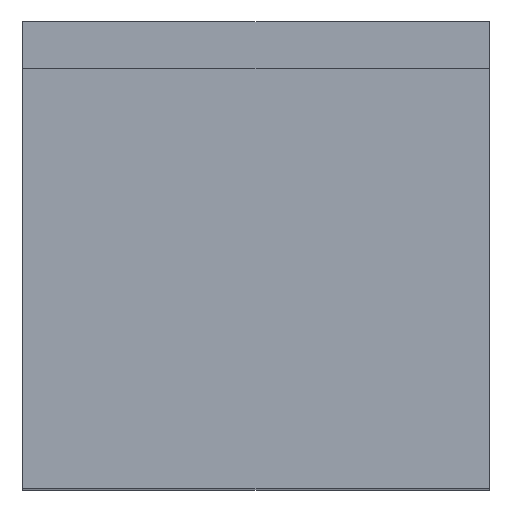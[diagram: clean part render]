
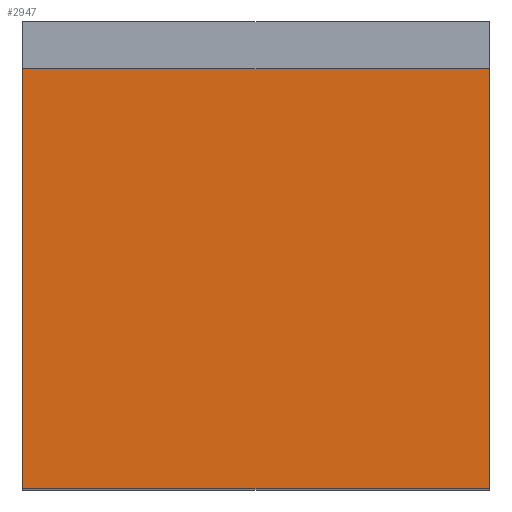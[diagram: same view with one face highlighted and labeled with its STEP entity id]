
A CAD part, top view. The second image highlights one B-rep face of the part: STEP entity #2947.
In plain terms, the highlighted planar face has unit normal (0, 0, 1).
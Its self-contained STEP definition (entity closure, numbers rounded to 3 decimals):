
#2432 = VERTEX_POINT('',#2433);
#2433 = CARTESIAN_POINT('',(-150.,-500.,1000.));
#2440 = PLANE('',#2441);
#2441 = AXIS2_PLACEMENT_3D('',#2442,#2443,#2444);
#2442 = CARTESIAN_POINT('',(-150.,-500.,0.));
#2443 = DIRECTION('',(0.,1.,0.));
#2444 = DIRECTION('',(1.,0.,0.));
#2452 = PLANE('',#2453);
#2453 = AXIS2_PLACEMENT_3D('',#2454,#2455,#2456);
#2454 = CARTESIAN_POINT('',(-150.,400.,0.));
#2455 = DIRECTION('',(1.,0.,0.));
#2456 = DIRECTION('',(0.,-1.,0.));
#2464 = EDGE_CURVE('',#2432,#2465,#2467,.T.);
#2465 = VERTEX_POINT('',#2466);
#2466 = CARTESIAN_POINT('',(850.,-500.,1000.));
#2467 = SURFACE_CURVE('',#2468,(#2472,#2479),.PCURVE_S1.);
#2468 = LINE('',#2469,#2470);
#2469 = CARTESIAN_POINT('',(-150.,-500.,1000.));
#2470 = VECTOR('',#2471,1.);
#2471 = DIRECTION('',(1.,0.,0.));
#2472 = PCURVE('',#2440,#2473);
#2473 = DEFINITIONAL_REPRESENTATION('',(#2474),#2478);
#2474 = LINE('',#2475,#2476);
#2475 = CARTESIAN_POINT('',(0.,-1000.));
#2476 = VECTOR('',#2477,1.);
#2477 = DIRECTION('',(1.,0.));
#2478 = ( GEOMETRIC_REPRESENTATION_CONTEXT(2) 
PARAMETRIC_REPRESENTATION_CONTEXT() REPRESENTATION_CONTEXT('2D SPACE',''
  ) );
#2479 = PCURVE('',#2480,#2485);
#2480 = PLANE('',#2481);
#2481 = AXIS2_PLACEMENT_3D('',#2482,#2483,#2484);
#2482 = CARTESIAN_POINT('',(350.,-50.,1000.));
#2483 = DIRECTION('',(0.,0.,1.));
#2484 = DIRECTION('',(1.,0.,0.));
#2485 = DEFINITIONAL_REPRESENTATION('',(#2486),#2490);
#2486 = LINE('',#2487,#2488);
#2487 = CARTESIAN_POINT('',(-500.,-450.));
#2488 = VECTOR('',#2489,1.);
#2489 = DIRECTION('',(1.,0.));
#2490 = ( GEOMETRIC_REPRESENTATION_CONTEXT(2) 
PARAMETRIC_REPRESENTATION_CONTEXT() REPRESENTATION_CONTEXT('2D SPACE',''
  ) );
#2508 = PLANE('',#2509);
#2509 = AXIS2_PLACEMENT_3D('',#2510,#2511,#2512);
#2510 = CARTESIAN_POINT('',(850.,-500.,0.));
#2511 = DIRECTION('',(-1.,0.,0.));
#2512 = DIRECTION('',(0.,1.,0.));
#2552 = VERTEX_POINT('',#2553);
#2553 = CARTESIAN_POINT('',(-150.,400.,1000.));
#2567 = PLANE('',#2568);
#2568 = AXIS2_PLACEMENT_3D('',#2569,#2570,#2571);
#2569 = CARTESIAN_POINT('',(-150.,400.,0.));
#2570 = DIRECTION('',(0.,1.,0.));
#2571 = DIRECTION('',(1.,0.,0.));
#2579 = EDGE_CURVE('',#2552,#2432,#2580,.T.);
#2580 = SURFACE_CURVE('',#2581,(#2585,#2592),.PCURVE_S1.);
#2581 = LINE('',#2582,#2583);
#2582 = CARTESIAN_POINT('',(-150.,400.,1000.));
#2583 = VECTOR('',#2584,1.);
#2584 = DIRECTION('',(0.,-1.,0.));
#2585 = PCURVE('',#2452,#2586);
#2586 = DEFINITIONAL_REPRESENTATION('',(#2587),#2591);
#2587 = LINE('',#2588,#2589);
#2588 = CARTESIAN_POINT('',(0.,-1000.));
#2589 = VECTOR('',#2590,1.);
#2590 = DIRECTION('',(1.,0.));
#2591 = ( GEOMETRIC_REPRESENTATION_CONTEXT(2) 
PARAMETRIC_REPRESENTATION_CONTEXT() REPRESENTATION_CONTEXT('2D SPACE',''
  ) );
#2592 = PCURVE('',#2480,#2593);
#2593 = DEFINITIONAL_REPRESENTATION('',(#2594),#2598);
#2594 = LINE('',#2595,#2596);
#2595 = CARTESIAN_POINT('',(-500.,450.));
#2596 = VECTOR('',#2597,1.);
#2597 = DIRECTION('',(0.,-1.));
#2598 = ( GEOMETRIC_REPRESENTATION_CONTEXT(2) 
PARAMETRIC_REPRESENTATION_CONTEXT() REPRESENTATION_CONTEXT('2D SPACE',''
  ) );
#2626 = EDGE_CURVE('',#2465,#2627,#2629,.T.);
#2627 = VERTEX_POINT('',#2628);
#2628 = CARTESIAN_POINT('',(850.,400.,1000.));
#2629 = SURFACE_CURVE('',#2630,(#2634,#2641),.PCURVE_S1.);
#2630 = LINE('',#2631,#2632);
#2631 = CARTESIAN_POINT('',(850.,-500.,1000.));
#2632 = VECTOR('',#2633,1.);
#2633 = DIRECTION('',(0.,1.,0.));
#2634 = PCURVE('',#2508,#2635);
#2635 = DEFINITIONAL_REPRESENTATION('',(#2636),#2640);
#2636 = LINE('',#2637,#2638);
#2637 = CARTESIAN_POINT('',(0.,-1000.));
#2638 = VECTOR('',#2639,1.);
#2639 = DIRECTION('',(1.,0.));
#2640 = ( GEOMETRIC_REPRESENTATION_CONTEXT(2) 
PARAMETRIC_REPRESENTATION_CONTEXT() REPRESENTATION_CONTEXT('2D SPACE',''
  ) );
#2641 = PCURVE('',#2480,#2642);
#2642 = DEFINITIONAL_REPRESENTATION('',(#2643),#2647);
#2643 = LINE('',#2644,#2645);
#2644 = CARTESIAN_POINT('',(500.,-450.));
#2645 = VECTOR('',#2646,1.);
#2646 = DIRECTION('',(0.,1.));
#2647 = ( GEOMETRIC_REPRESENTATION_CONTEXT(2) 
PARAMETRIC_REPRESENTATION_CONTEXT() REPRESENTATION_CONTEXT('2D SPACE',''
  ) );
#2947 = ADVANCED_FACE('',(#2948),#2480,.T.);
#2948 = FACE_BOUND('',#2949,.T.);
#2949 = EDGE_LOOP('',(#2950,#2951,#2952,#2973));
#2950 = ORIENTED_EDGE('',*,*,#2464,.T.);
#2951 = ORIENTED_EDGE('',*,*,#2626,.T.);
#2952 = ORIENTED_EDGE('',*,*,#2953,.F.);
#2953 = EDGE_CURVE('',#2552,#2627,#2954,.T.);
#2954 = SURFACE_CURVE('',#2955,(#2959,#2966),.PCURVE_S1.);
#2955 = LINE('',#2956,#2957);
#2956 = CARTESIAN_POINT('',(-150.,400.,1000.));
#2957 = VECTOR('',#2958,1.);
#2958 = DIRECTION('',(1.,0.,0.));
#2959 = PCURVE('',#2480,#2960);
#2960 = DEFINITIONAL_REPRESENTATION('',(#2961),#2965);
#2961 = LINE('',#2962,#2963);
#2962 = CARTESIAN_POINT('',(-500.,450.));
#2963 = VECTOR('',#2964,1.);
#2964 = DIRECTION('',(1.,0.));
#2965 = ( GEOMETRIC_REPRESENTATION_CONTEXT(2) 
PARAMETRIC_REPRESENTATION_CONTEXT() REPRESENTATION_CONTEXT('2D SPACE',''
  ) );
#2966 = PCURVE('',#2567,#2967);
#2967 = DEFINITIONAL_REPRESENTATION('',(#2968),#2972);
#2968 = LINE('',#2969,#2970);
#2969 = CARTESIAN_POINT('',(0.,-1000.));
#2970 = VECTOR('',#2971,1.);
#2971 = DIRECTION('',(1.,0.));
#2972 = ( GEOMETRIC_REPRESENTATION_CONTEXT(2) 
PARAMETRIC_REPRESENTATION_CONTEXT() REPRESENTATION_CONTEXT('2D SPACE',''
  ) );
#2973 = ORIENTED_EDGE('',*,*,#2579,.T.);
